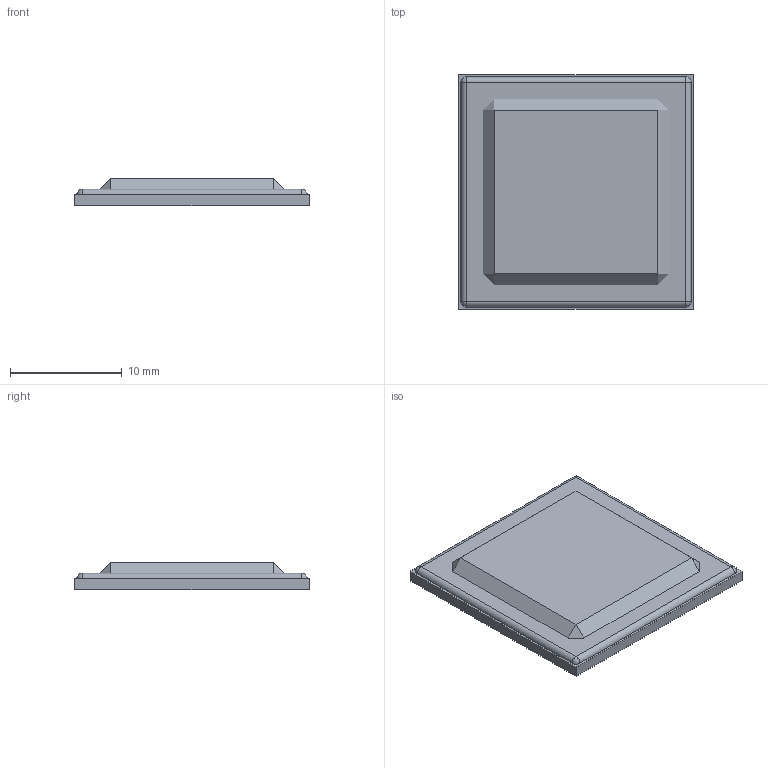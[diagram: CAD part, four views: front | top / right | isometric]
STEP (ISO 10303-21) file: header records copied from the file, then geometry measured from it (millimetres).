
FILE_DESCRIPTION(('FreeCAD Model'),'2;1');
FILE_NAME('Open CASCADE Shape Model','2023-11-29T21:33:04',('Author'),( ''),'Open CASCADE STEP processor 7.6','FreeCAD','Unknown');
FILE_SCHEMA(('AUTOMOTIVE_DESIGN { 1 0 10303 214 1 1 1 1 }'));
Length unit declared in the file: millimetre
Products named in the file (4): Unnamed; Extrude; Fillet; Chamfer
Assembly tree (3 placements, depth 2):
  Unnamed
    Extrude
    Fillet
    Chamfer
Bounding box: 21 x 21 x 2.5 mm (x, y, z)
Surface area: 2531.8 mm2
Topology: 3 solids, 3 shells, 58 faces, 116 edges, 56 vertices
Faces by surface type: plane 38, cylinder 12, sphere 8
Entity records: 1465 total; most frequent: DIRECTION 256, CARTESIAN_POINT 226, ORIENTED_EDGE 216, EDGE_CURVE 108, AXIS2_PLACEMENT_3D 86, LINE 84, VECTOR 84, ADVANCED_FACE 58
